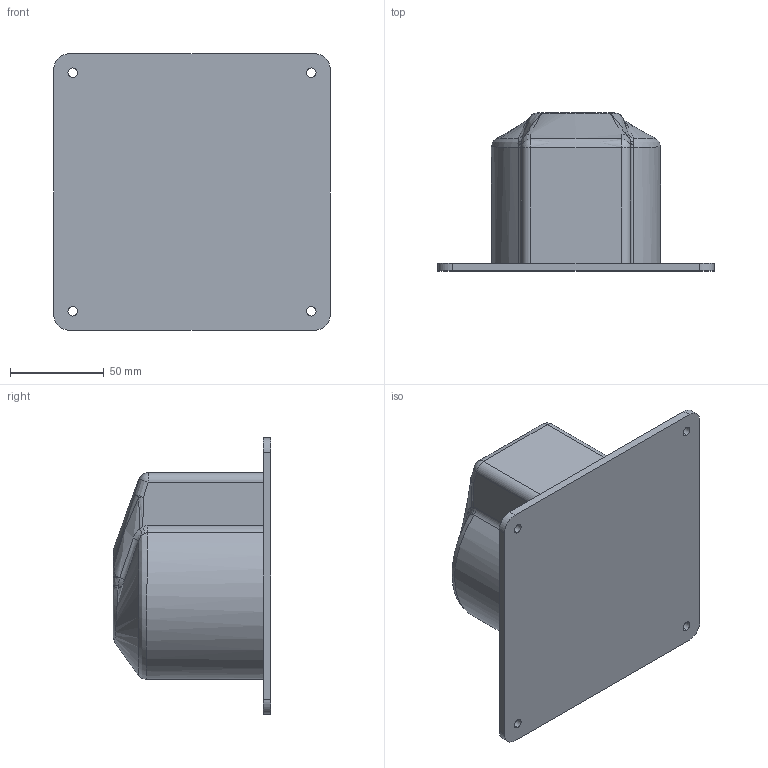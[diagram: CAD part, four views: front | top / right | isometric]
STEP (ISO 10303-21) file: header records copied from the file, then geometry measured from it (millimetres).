
FILE_DESCRIPTION (( 'STEP AP203' ), '1' );
FILE_NAME ('Base Pi_Default_sldprt.STEP', '2023-10-19T05:34:05', ( '' ), ( '' ), 'SwSTEP 2.0', 'SolidWorks 2023', '' );
FILE_SCHEMA (( 'CONFIG_CONTROL_DESIGN' ));
Length unit declared in the file: millimetre
Products named in the file (1): Base Pi_Default_sldprt
Bounding box: 147 x 84 x 147 mm (x, y, z)
Volume: 650011.4 mm3; surface area: 68360 mm2
Topology: 1 solids, 1 shells, 75 faces, 185 edges, 104 vertices
Faces by surface type: bspline 38, cylinder 20, plane 11, sphere 6
Entity records: 8534 total; most frequent: CARTESIAN_POINT 6986, ORIENTED_EDGE 350, DIRECTION 234, EDGE_CURVE 175, VERTEX_POINT 104, AXIS2_PLACEMENT_3D 98, EDGE_LOOP 85, B_SPLINE_CURVE_WITH_KNOTS 77
